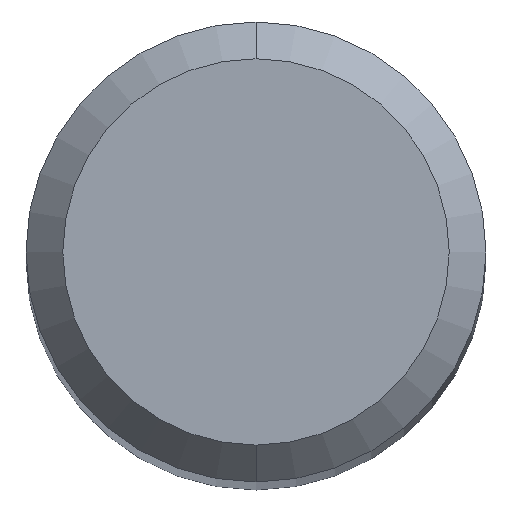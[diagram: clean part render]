
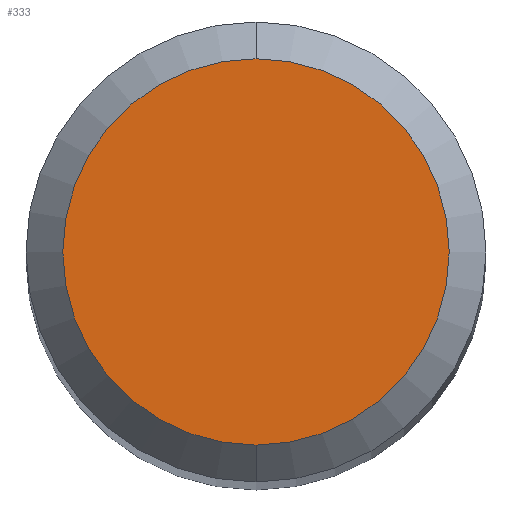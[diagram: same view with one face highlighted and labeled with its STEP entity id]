
A CAD part, top view. The second image highlights one B-rep face of the part: STEP entity #333.
In plain terms, the highlighted planar face has unit normal (0, 0, 1).
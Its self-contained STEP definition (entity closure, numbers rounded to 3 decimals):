
#211=EDGE_CURVE('',#267,#293,#521,.T.);
#267=VERTEX_POINT('',#586);
#293=VERTEX_POINT('',#616);
#317=EDGE_CURVE('',#293,#267,#640,.T.);
#333=ADVANCED_FACE('',(#658),#659,.T.);
#521=CIRCLE('',#907,2.1);
#586=CARTESIAN_POINT('',(0.0,2.1,0.0));
#616=CARTESIAN_POINT('',(0.,-2.1,0.0));
#640=CIRCLE('',#1136,2.1);
#658=FACE_OUTER_BOUND('',#1158,.T.);
#659=PLANE('',#1159);
#907=AXIS2_PLACEMENT_3D('',#1483,#1484,#1485);
#1136=AXIS2_PLACEMENT_3D('',#1623,#1624,#1625);
#1158=EDGE_LOOP('',(#1657,#1658));
#1159=AXIS2_PLACEMENT_3D('',#1659,#1660,#1661);
#1483=CARTESIAN_POINT('',(0.0,0.0,0.0));
#1484=DIRECTION('',(0.0,0.0,-1.0));
#1485=DIRECTION('',(0.0,1.0,0.0));
#1623=CARTESIAN_POINT('',(0.0,0.0,0.0));
#1624=DIRECTION('',(0.0,0.0,-1.0));
#1625=DIRECTION('',(0.0,1.0,0.0));
#1657=ORIENTED_EDGE('',*,*,#211,.F.);
#1658=ORIENTED_EDGE('',*,*,#317,.F.);
#1659=CARTESIAN_POINT('',(0.0,1.05,0.0));
#1660=DIRECTION('',(-0.0,0.0,1.0));
#1661=DIRECTION('',(0.0,-1.0,0.0));
